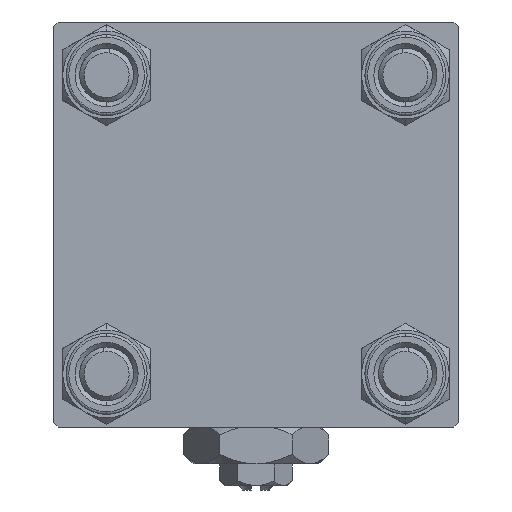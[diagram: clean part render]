
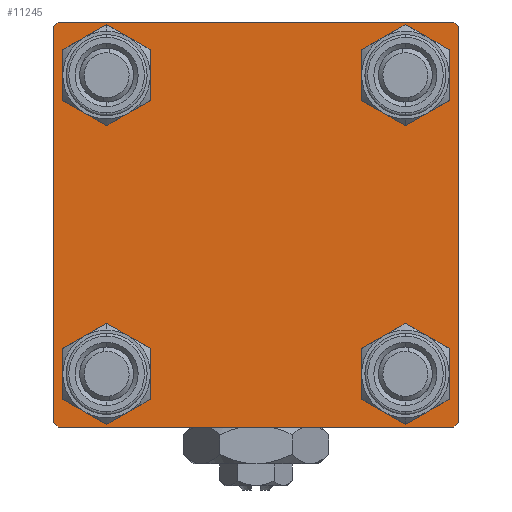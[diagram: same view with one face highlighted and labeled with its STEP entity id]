
A CAD part, left-side view. The second image highlights one B-rep face of the part: STEP entity #11245.
In plain terms, the highlighted planar face has unit normal (-1, 0, 0).
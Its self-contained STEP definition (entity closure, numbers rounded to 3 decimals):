
#46 = LINE ( 'NONE', #15288, #52222 ) ;
#615 = AXIS2_PLACEMENT_3D ( 'NONE', #33388, #25638, #41926 ) ;
#679 = DIRECTION ( 'NONE',  ( 1., 0., 0. ) ) ;
#1537 = ORIENTED_EDGE ( 'NONE', *, *, #46461, .T. ) ;
#2252 = AXIS2_PLACEMENT_3D ( 'NONE', #10020, #26318, #6812 ) ;
#3914 = ORIENTED_EDGE ( 'NONE', *, *, #22074, .T. ) ;
#4150 = CARTESIAN_POINT ( 'NONE',  ( 0., 22.5, 22.5 ) ) ;
#4257 = DIRECTION ( 'NONE',  ( 0., 0., 1. ) ) ;
#4700 = VECTOR ( 'NONE', #26149, 1000. ) ;
#4831 = FACE_BOUND ( 'NONE', #7316, .T. ) ;
#5107 = DIRECTION ( 'NONE',  ( 0., 0., 1. ) ) ;
#5579 = CARTESIAN_POINT ( 'NONE',  ( 0., 22.25, 22.25 ) ) ;
#5764 = EDGE_CURVE ( 'NONE', #32631, #24004, #33340, .T. ) ;
#5790 = CIRCLE ( 'NONE', #6676, 3.5 ) ;
#5856 = CARTESIAN_POINT ( 'NONE',  ( 0., -16.6, 20.1 ) ) ;
#6017 = CARTESIAN_POINT ( 'NONE',  ( 0., -16.6, 13.1 ) ) ;
#6590 = VERTEX_POINT ( 'NONE', #47189 ) ;
#6676 = AXIS2_PLACEMENT_3D ( 'NONE', #33088, #25336, #4257 ) ;
#6812 = DIRECTION ( 'NONE',  ( 0., 0., 1. ) ) ;
#7316 = EDGE_LOOP ( 'NONE', ( #21627, #3914 ) ) ;
#7353 = DIRECTION ( 'NONE',  ( 0., 0.707, 0.707 ) ) ;
#7369 = LINE ( 'NONE', #4150, #31414 ) ;
#7429 = ORIENTED_EDGE ( 'NONE', *, *, #29599, .T. ) ;
#7712 = VERTEX_POINT ( 'NONE', #42860 ) ;
#8032 = EDGE_CURVE ( 'NONE', #25522, #26892, #46, .T. ) ;
#8122 = EDGE_LOOP ( 'NONE', ( #43067, #51987 ) ) ;
#8425 = CIRCLE ( 'NONE', #26350, 3.5 ) ;
#8734 = CARTESIAN_POINT ( 'NONE',  ( 0., 16.6, -16.6 ) ) ;
#10020 = CARTESIAN_POINT ( 'NONE',  ( 0., -16.6, 16.6 ) ) ;
#10945 = CARTESIAN_POINT ( 'NONE',  ( 0., -22., 22.5 ) ) ;
#11245 = ADVANCED_FACE ( 'NONE', ( #4831, #45950, #33931, #26175, #25125 ), #42467, .T. ) ;
#11356 = LINE ( 'NONE', #32695, #49813 ) ;
#12720 = EDGE_CURVE ( 'NONE', #25522, #24483, #11356, .T. ) ;
#13122 = ORIENTED_EDGE ( 'NONE', *, *, #5764, .T. ) ;
#13248 = LINE ( 'NONE', #45824, #44162 ) ;
#14327 = CARTESIAN_POINT ( 'NONE',  ( 0., -16.6, 16.6 ) ) ;
#14810 = CARTESIAN_POINT ( 'NONE',  ( 0., -22.5, 22. ) ) ;
#15017 = EDGE_CURVE ( 'NONE', #39988, #51676, #27572, .T. ) ;
#15288 = CARTESIAN_POINT ( 'NONE',  ( 0., -22.5, 22.5 ) ) ;
#15759 = ORIENTED_EDGE ( 'NONE', *, *, #48669, .T. ) ;
#16358 = VERTEX_POINT ( 'NONE', #48564 ) ;
#17018 = DIRECTION ( 'NONE',  ( 1., 0., 0. ) ) ;
#17104 = ORIENTED_EDGE ( 'NONE', *, *, #49082, .T. ) ;
#17608 = DIRECTION ( 'NONE',  ( 1., 0., 0. ) ) ;
#17673 = EDGE_LOOP ( 'NONE', ( #26177, #17104, #1537, #7429, #37336, #49255, #52254, #31681 ) ) ;
#18658 = VECTOR ( 'NONE', #48181, 1000. ) ;
#19048 = AXIS2_PLACEMENT_3D ( 'NONE', #37426, #29132, #5107 ) ;
#19416 = CARTESIAN_POINT ( 'NONE',  ( 0., -16.6, -16.6 ) ) ;
#19474 = EDGE_CURVE ( 'NONE', #16358, #46596, #33906, .T. ) ;
#20424 = CARTESIAN_POINT ( 'NONE',  ( 0., 22.5, -22. ) ) ;
#21627 = ORIENTED_EDGE ( 'NONE', *, *, #42095, .T. ) ;
#21662 = CARTESIAN_POINT ( 'NONE',  ( 0., 0., 0. ) ) ;
#22074 = EDGE_CURVE ( 'NONE', #22094, #43997, #22724, .T. ) ;
#22094 = VERTEX_POINT ( 'NONE', #6017 ) ;
#22724 = CIRCLE ( 'NONE', #2252, 3.5 ) ;
#22867 = DIRECTION ( 'NONE',  ( 0., 0., 1. ) ) ;
#23409 = DIRECTION ( 'NONE',  ( 1., 0., 0. ) ) ;
#23562 = DIRECTION ( 'NONE',  ( 0., 0., -1. ) ) ;
#23697 = CIRCLE ( 'NONE', #25369, 3.5 ) ;
#23937 = CARTESIAN_POINT ( 'NONE',  ( 0., 16.6, 16.6 ) ) ;
#24004 = VERTEX_POINT ( 'NONE', #30369 ) ;
#24483 = VERTEX_POINT ( 'NONE', #10945 ) ;
#24771 = VERTEX_POINT ( 'NONE', #37615 ) ;
#25125 = FACE_OUTER_BOUND ( 'NONE', #17673, .T. ) ;
#25336 = DIRECTION ( 'NONE',  ( 1., 0., 0. ) ) ;
#25369 = AXIS2_PLACEMENT_3D ( 'NONE', #14327, #17608, #22867 ) ;
#25522 = VERTEX_POINT ( 'NONE', #14810 ) ;
#25638 = DIRECTION ( 'NONE',  ( 1., 0., 0. ) ) ;
#26149 = DIRECTION ( 'NONE',  ( 0., 0., -1. ) ) ;
#26175 = FACE_BOUND ( 'NONE', #27892, .T. ) ;
#26177 = ORIENTED_EDGE ( 'NONE', *, *, #19474, .T. ) ;
#26230 = CIRCLE ( 'NONE', #615, 3.5 ) ;
#26318 = DIRECTION ( 'NONE',  ( 1., 0., 0. ) ) ;
#26350 = AXIS2_PLACEMENT_3D ( 'NONE', #19416, #23409, #44502 ) ;
#26402 = DIRECTION ( 'NONE',  ( 0., 0.707, -0.707 ) ) ;
#26892 = VERTEX_POINT ( 'NONE', #34264 ) ;
#27572 = CIRCLE ( 'NONE', #19048, 3.5 ) ;
#27892 = EDGE_LOOP ( 'NONE', ( #13122, #37773 ) ) ;
#28712 = CARTESIAN_POINT ( 'NONE',  ( 0., -16.6, -13.1 ) ) ;
#28840 = EDGE_CURVE ( 'NONE', #24004, #32631, #5790, .T. ) ;
#29132 = DIRECTION ( 'NONE',  ( 1., 0., 0. ) ) ;
#29242 = CARTESIAN_POINT ( 'NONE',  ( 0., -16.6, -20.1 ) ) ;
#29599 = EDGE_CURVE ( 'NONE', #24771, #26892, #32831, .T. ) ;
#30369 = CARTESIAN_POINT ( 'NONE',  ( 0., 16.6, 13.1 ) ) ;
#30560 = CIRCLE ( 'NONE', #35696, 3.5 ) ;
#30598 = EDGE_CURVE ( 'NONE', #51676, #39988, #30560, .T. ) ;
#30921 = EDGE_CURVE ( 'NONE', #6590, #24483, #7369, .T. ) ;
#31414 = VECTOR ( 'NONE', #32186, 1000. ) ;
#31517 = VERTEX_POINT ( 'NONE', #29242 ) ;
#31681 = ORIENTED_EDGE ( 'NONE', *, *, #51454, .T. ) ;
#32043 = CARTESIAN_POINT ( 'NONE',  ( 0., -22.25, -22.25 ) ) ;
#32186 = DIRECTION ( 'NONE',  ( 0., -1., 0. ) ) ;
#32399 = VECTOR ( 'NONE', #26402, 1000. ) ;
#32459 = CARTESIAN_POINT ( 'NONE',  ( 0., 16.6, -20.1 ) ) ;
#32631 = VERTEX_POINT ( 'NONE', #34657 ) ;
#32695 = CARTESIAN_POINT ( 'NONE',  ( 0., -22.25, 22.25 ) ) ;
#32722 = DIRECTION ( 'NONE',  ( 0., 0., 1. ) ) ;
#32831 = LINE ( 'NONE', #32043, #34814 ) ;
#33088 = CARTESIAN_POINT ( 'NONE',  ( 0., 16.6, 16.6 ) ) ;
#33340 = CIRCLE ( 'NONE', #46143, 3.5 ) ;
#33388 = CARTESIAN_POINT ( 'NONE',  ( 0., -16.6, -16.6 ) ) ;
#33906 = LINE ( 'NONE', #50461, #4700 ) ;
#33931 = FACE_BOUND ( 'NONE', #8122, .T. ) ;
#34002 = EDGE_LOOP ( 'NONE', ( #15759, #35337 ) ) ;
#34264 = CARTESIAN_POINT ( 'NONE',  ( 0., -22.5, -22. ) ) ;
#34657 = CARTESIAN_POINT ( 'NONE',  ( 0., 16.6, 20.1 ) ) ;
#34814 = VECTOR ( 'NONE', #48089, 1000. ) ;
#35337 = ORIENTED_EDGE ( 'NONE', *, *, #44795, .T. ) ;
#35696 = AXIS2_PLACEMENT_3D ( 'NONE', #8734, #17018, #49351 ) ;
#37336 = ORIENTED_EDGE ( 'NONE', *, *, #8032, .F. ) ;
#37426 = CARTESIAN_POINT ( 'NONE',  ( 0., 16.6, -16.6 ) ) ;
#37615 = CARTESIAN_POINT ( 'NONE',  ( 0., -22., -22.5 ) ) ;
#37773 = ORIENTED_EDGE ( 'NONE', *, *, #28840, .T. ) ;
#39257 = DIRECTION ( 'NONE',  ( 0., 0., 1. ) ) ;
#39988 = VERTEX_POINT ( 'NONE', #32459 ) ;
#41298 = DIRECTION ( 'NONE',  ( 0., -1., 0. ) ) ;
#41926 = DIRECTION ( 'NONE',  ( 0., 0., 1. ) ) ;
#42095 = EDGE_CURVE ( 'NONE', #43997, #22094, #23697, .T. ) ;
#42467 = PLANE ( 'NONE',  #47174 ) ;
#42860 = CARTESIAN_POINT ( 'NONE',  ( 0., 22., -22.5 ) ) ;
#43067 = ORIENTED_EDGE ( 'NONE', *, *, #30598, .T. ) ;
#43997 = VERTEX_POINT ( 'NONE', #5856 ) ;
#44162 = VECTOR ( 'NONE', #41298, 1000. ) ;
#44171 = LINE ( 'NONE', #48447, #18658 ) ;
#44502 = DIRECTION ( 'NONE',  ( 0., 0., 1. ) ) ;
#44795 = EDGE_CURVE ( 'NONE', #31517, #48843, #26230, .T. ) ;
#45065 = CARTESIAN_POINT ( 'NONE',  ( 0., 16.6, -13.1 ) ) ;
#45824 = CARTESIAN_POINT ( 'NONE',  ( 0., 22.5, -22.5 ) ) ;
#45950 = FACE_BOUND ( 'NONE', #34002, .T. ) ;
#46143 = AXIS2_PLACEMENT_3D ( 'NONE', #23937, #679, #32722 ) ;
#46171 = LINE ( 'NONE', #5579, #32399 ) ;
#46461 = EDGE_CURVE ( 'NONE', #7712, #24771, #13248, .T. ) ;
#46596 = VERTEX_POINT ( 'NONE', #20424 ) ;
#47174 = AXIS2_PLACEMENT_3D ( 'NONE', #21662, #50751, #39257 ) ;
#47189 = CARTESIAN_POINT ( 'NONE',  ( 0., 22., 22.5 ) ) ;
#48089 = DIRECTION ( 'NONE',  ( 0., -0.707, 0.707 ) ) ;
#48181 = DIRECTION ( 'NONE',  ( 0., -0.707, -0.707 ) ) ;
#48447 = CARTESIAN_POINT ( 'NONE',  ( 0., 22.25, -22.25 ) ) ;
#48564 = CARTESIAN_POINT ( 'NONE',  ( 0., 22.5, 22. ) ) ;
#48669 = EDGE_CURVE ( 'NONE', #48843, #31517, #8425, .T. ) ;
#48843 = VERTEX_POINT ( 'NONE', #28712 ) ;
#49082 = EDGE_CURVE ( 'NONE', #46596, #7712, #44171, .T. ) ;
#49255 = ORIENTED_EDGE ( 'NONE', *, *, #12720, .T. ) ;
#49351 = DIRECTION ( 'NONE',  ( 0., 0., 1. ) ) ;
#49813 = VECTOR ( 'NONE', #7353, 1000. ) ;
#50461 = CARTESIAN_POINT ( 'NONE',  ( 0., 22.5, 22.5 ) ) ;
#50751 = DIRECTION ( 'NONE',  ( -1., 0., 0. ) ) ;
#51454 = EDGE_CURVE ( 'NONE', #6590, #16358, #46171, .T. ) ;
#51676 = VERTEX_POINT ( 'NONE', #45065 ) ;
#51987 = ORIENTED_EDGE ( 'NONE', *, *, #15017, .T. ) ;
#52222 = VECTOR ( 'NONE', #23562, 1000. ) ;
#52254 = ORIENTED_EDGE ( 'NONE', *, *, #30921, .F. ) ;
